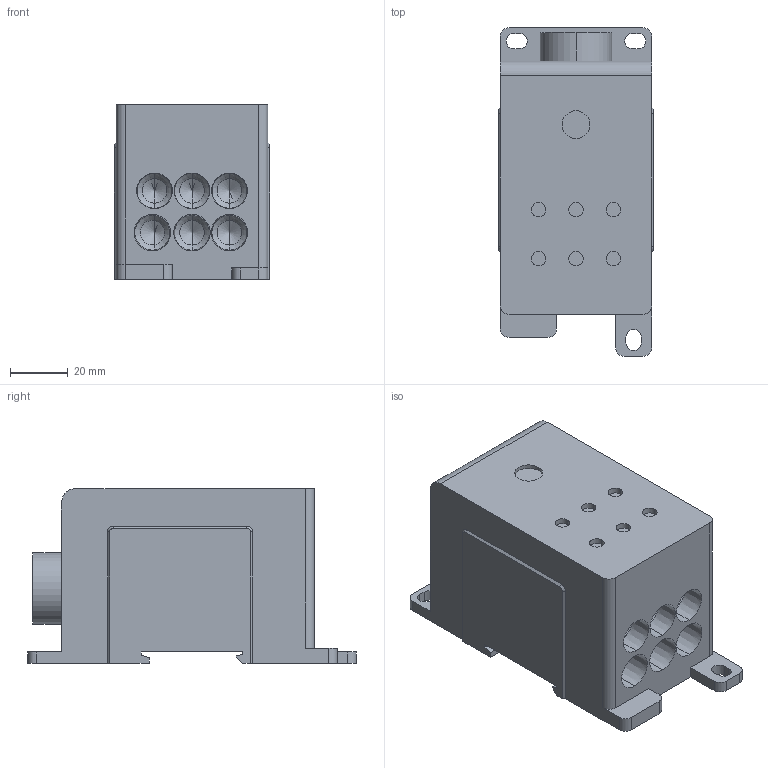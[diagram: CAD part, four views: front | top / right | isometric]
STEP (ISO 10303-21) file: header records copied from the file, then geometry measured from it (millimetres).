
FILE_DESCRIPTION (( 'STEP AP203' ), '1' );
FILE_NAME ('38686C.step', '2024-07-23T19:31:33', ( '' ), ( '' ), 'SwSTEP 2.0', 'SolidWorks 2023', '' );
FILE_SCHEMA (( 'CONFIG_CONTROL_DESIGN' ));
Length unit declared in the file: inch
Products named in the file (1): 38686C
Bounding box: 54 x 114 x 60.7 mm (x, y, z)
Volume: 252257.8 mm3; surface area: 39280.4 mm2
Topology: 1 solids, 1 shells, 139 faces, 367 edges, 231 vertices
Faces by surface type: cylinder 49, plane 46, cone 44
Entity records: 4527 total; most frequent: CARTESIAN_POINT 969, DIRECTION 757, ORIENTED_EDGE 706, EDGE_CURVE 353, AXIS2_PLACEMENT_3D 280, VERTEX_POINT 231, LINE 197, VECTOR 197
